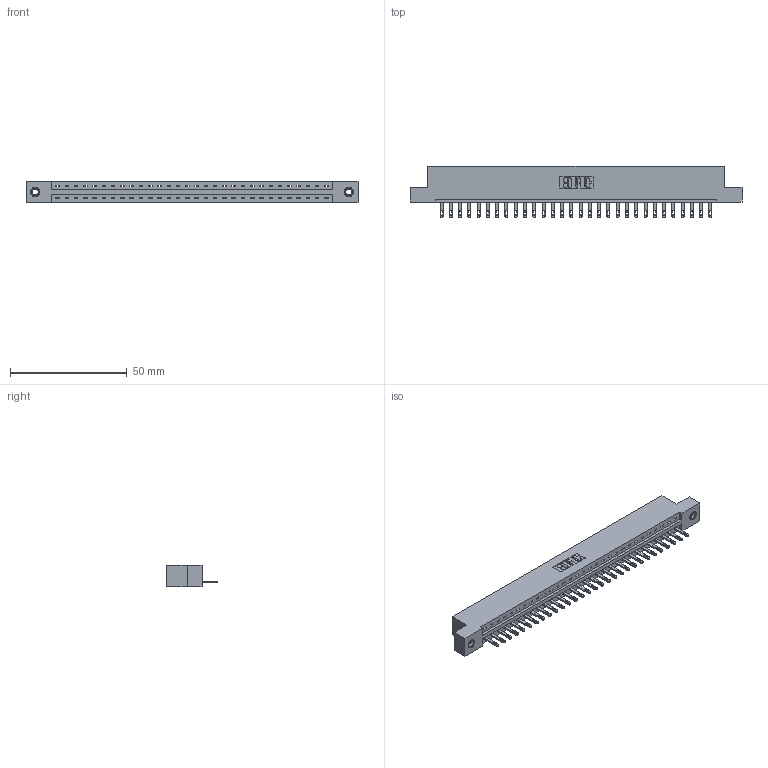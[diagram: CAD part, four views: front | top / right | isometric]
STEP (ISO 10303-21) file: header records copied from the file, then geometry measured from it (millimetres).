
FILE_DESCRIPTION (( 'STEP AP203' ), '1' );
FILE_NAME ('887-030-500-107.STEP', '2020-09-20T20:31:15', ( '' ), ( '' ), 'SwSTEP 2.0', 'SolidWorks 2020', '' );
FILE_SCHEMA (( 'CONFIG_CONTROL_DESIGN' ));
Length unit declared in the file: inch
Products named in the file (4): 345-292-001_345-293-100; 345-250-001_345-250-005-103; 887-030-500-107; 837 Part_Flush Mounting Lugs - 0.156 Dia-TI
Assembly tree (33 placements, depth 2):
  887-030-500-107
    837 Part_Flush Mounting Lugs - 0.156 Dia-TI
    345-292-001_345-293-100  x30
    345-250-001_345-250-005-103  x2
Bounding box: 141.88 x 21.85 x 9.4 mm (x, y, z)
Volume: 14601.4 mm3; surface area: 15132.9 mm2
Topology: 33 solids, 33 shells, 1914 faces, 5847 edges, 3890 vertices
Faces by surface type: plane 1302, cylinder 596, cone 12, torus 4
Entity records: 24968 total; most frequent: CARTESIAN_POINT 4327, ORIENTED_EDGE 4286, DIRECTION 3701, EDGE_CURVE 2143, LINE 1991, VECTOR 1991, VERTEX_POINT 1424, AXIS2_PLACEMENT_3D 855
